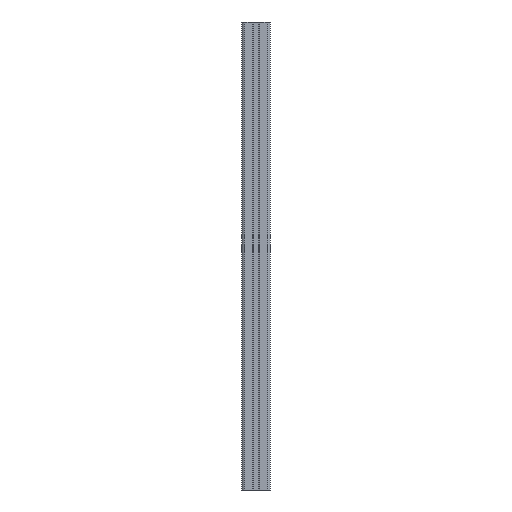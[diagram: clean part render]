
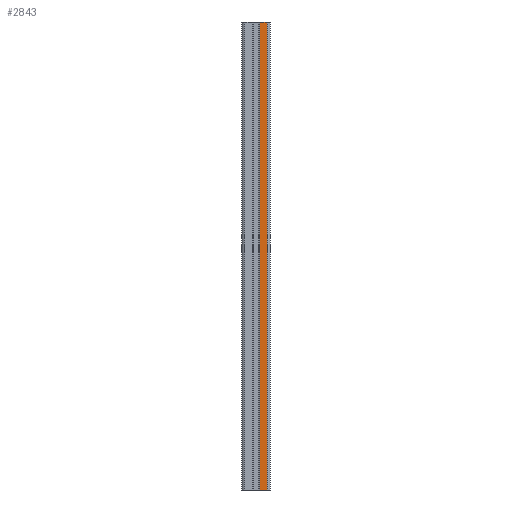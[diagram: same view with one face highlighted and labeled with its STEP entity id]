
A CAD part, front view. The second image highlights one B-rep face of the part: STEP entity #2843.
In plain terms, the highlighted planar face has unit normal (-0.019, -1, 0).
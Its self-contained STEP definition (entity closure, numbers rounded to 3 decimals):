
#318=FACE_OUTER_BOUND($,#464,.T.);
#464=EDGE_LOOP($,(#2086,#2087,#2088,#2089));
#678=LINE($,#4485,#958);
#679=LINE($,#4488,#959);
#680=LINE($,#4490,#960);
#681=LINE($,#4491,#961);
#958=VECTOR($,#3603,1000.);
#959=VECTOR($,#3606,15.928);
#960=VECTOR($,#3607,15.928);
#961=VECTOR($,#3608,1000.);
#1242=VERTEX_POINT($,#4481);
#1243=VERTEX_POINT($,#4483);
#1244=VERTEX_POINT($,#4487);
#1245=VERTEX_POINT($,#4489);
#1592=EDGE_CURVE($,#1242,#1243,#678,.T.);
#1593=EDGE_CURVE($,#1244,#1242,#679,.T.);
#1594=EDGE_CURVE($,#1245,#1243,#680,.T.);
#1595=EDGE_CURVE($,#1244,#1245,#681,.T.);
#2086=ORIENTED_EDGE($,*,*,#1593,.T.);
#2087=ORIENTED_EDGE($,*,*,#1592,.T.);
#2088=ORIENTED_EDGE($,*,*,#1594,.F.);
#2089=ORIENTED_EDGE($,*,*,#1595,.F.);
#2741=PLANE($,#3057);
#2843=ADVANCED_FACE($,(#318),#2741,.T.);
#3057=AXIS2_PLACEMENT_3D($,#4486,#3604,#3605);
#3603=DIRECTION($,(0.,0.,1.));
#3604=DIRECTION('center_axis',(-0.019,-1.,0.));
#3605=DIRECTION('ref_axis',(1.,-0.019,0.));
#3606=DIRECTION($,(1.,-0.019,0.));
#3607=DIRECTION($,(1.,-0.019,0.));
#3608=DIRECTION($,(0.,0.,1.));
#4481=CARTESIAN_POINT('',(23.887,-29.999,0.));
#4483=CARTESIAN_POINT('',(23.887,-29.999,1000.));
#4485=CARTESIAN_POINT($,(23.887,-29.999,0.));
#4486=CARTESIAN_POINT('Origin',(7.962,-29.7,0.));
#4487=CARTESIAN_POINT('',(7.962,-29.7,0.));
#4488=CARTESIAN_POINT($,(7.962,-29.7,0.));
#4489=CARTESIAN_POINT('',(7.962,-29.7,1000.));
#4490=CARTESIAN_POINT($,(7.962,-29.7,1000.));
#4491=CARTESIAN_POINT($,(7.962,-29.7,0.));
